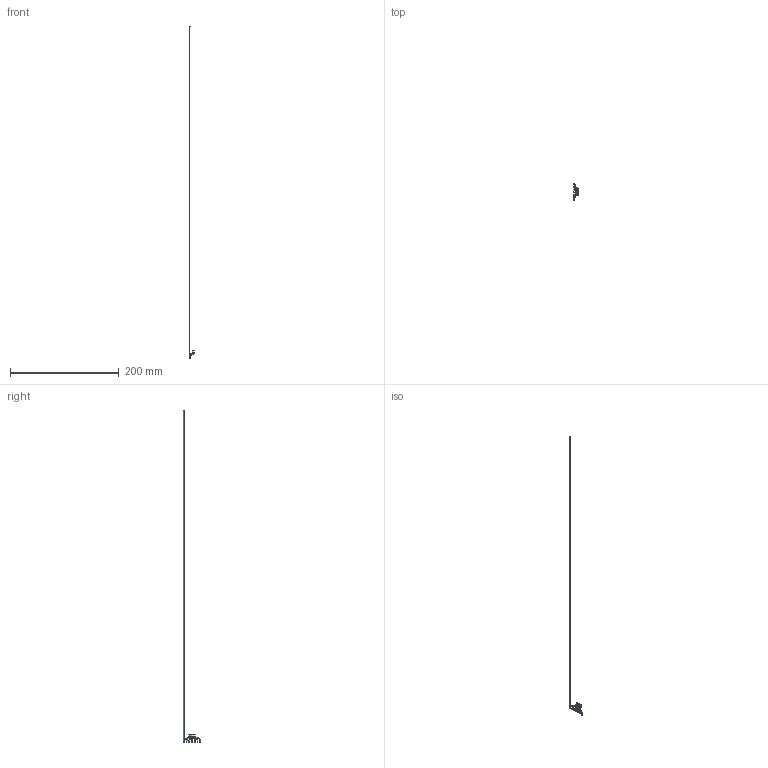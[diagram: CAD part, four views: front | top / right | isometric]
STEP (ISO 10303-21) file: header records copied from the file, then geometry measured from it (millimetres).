
FILE_DESCRIPTION(/* description */ (''),/* implementation_level */ '2;1');
FILE_NAME(/* name */ '827-3762-020',/* time_stamp */ '2000-02-11T11:42:08-06:00',/* author */ (''),/* organization */ (''),/* preprocessor_version */ 'ST-DEVELOPER 1.6',/* originating_system */ 'UNIGRAPHICS SOLUTIONS - UNIGRAPHICS 15.0',/* authorisation */ '');
FILE_SCHEMA (('CONFIG_CONTROL_DESIGN'));
Length unit declared in the file: inch
Products named in the file (1): 827-3762-020
Bounding box: 8.92 x 31.62 x 611.12 mm (x, y, z)
Volume: 774.6 mm3; surface area: 2727.2 mm2
Topology: 8 solids, 8 shells, 95 faces, 166 edges, 87 vertices
Faces by surface type: torus 64, plane 16, cylinder 15
Full cylindrical faces by diameter (mm): 1.143 x15
Entity records: 1898 total; most frequent: DIRECTION 366, CARTESIAN_POINT 270, AXIS2_PLACEMENT_3D 183, ORIENTED_EDGE 174, EDGE_LOOP 174, FACE_BOUND 174, ADVANCED_FACE 95, CIRCLE 87
